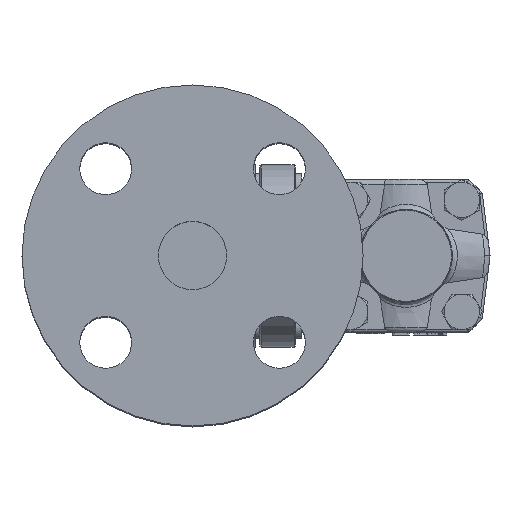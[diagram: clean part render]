
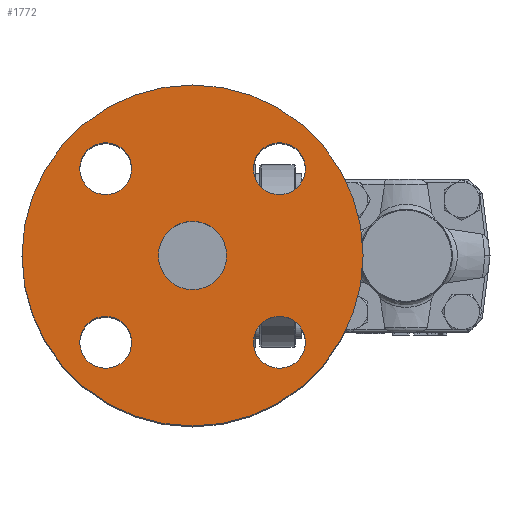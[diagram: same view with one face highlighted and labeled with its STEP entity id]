
A CAD part, top view. The second image highlights one B-rep face of the part: STEP entity #1772.
In plain terms, the highlighted planar face has unit normal (0, 0, 1).
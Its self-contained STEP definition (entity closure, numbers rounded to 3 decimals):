
#660=CARTESIAN_POINT('',(-65.7,0.,91.5));
#661=VERTEX_POINT('',#660);
#662=CARTESIAN_POINT('',(-78.2,0.0,91.5));
#663=DIRECTION('',(0.,0.0,-1.0));
#664=DIRECTION('',(-1.0,0.0,0.));
#665=AXIS2_PLACEMENT_3D('',#662,#663,#664);
#666=CIRCLE('',#665,12.5);
#667=EDGE_CURVE('',#661,#661,#666,.T.);
#939=CARTESIAN_POINT('',(-15.7,0.0,91.5));
#940=VERTEX_POINT('',#939);
#941=CARTESIAN_POINT('',(-78.2,0.0,91.5));
#942=DIRECTION('',(0.,0.0,1.0));
#943=DIRECTION('',(1.0,0.0,0.));
#944=AXIS2_PLACEMENT_3D('',#941,#942,#943);
#945=CIRCLE('',#944,62.5);
#946=EDGE_CURVE('',#940,#940,#945,.T.);
#983=CARTESIAN_POINT('',(-46.38,-41.32,91.5));
#984=VERTEX_POINT('',#983);
#985=CARTESIAN_POINT('',(-46.38,-31.82,91.5));
#986=DIRECTION('',(0.,0.0,-1.0));
#987=DIRECTION('',(0.0,-1.0,0.0));
#988=AXIS2_PLACEMENT_3D('',#985,#986,#987);
#989=CIRCLE('',#988,9.5);
#990=EDGE_CURVE('',#984,#984,#989,.T.);
#1024=CARTESIAN_POINT('',(-119.52,-31.82,91.5));
#1025=VERTEX_POINT('',#1024);
#1026=CARTESIAN_POINT('',(-110.02,-31.82,91.5));
#1027=DIRECTION('',(0.,0.,-1.0));
#1028=DIRECTION('',(-1.0,0.,0.));
#1029=AXIS2_PLACEMENT_3D('',#1026,#1027,#1028);
#1030=CIRCLE('',#1029,9.5);
#1031=EDGE_CURVE('',#1025,#1025,#1030,.T.);
#1065=CARTESIAN_POINT('',(-110.02,41.32,91.5));
#1066=VERTEX_POINT('',#1065);
#1067=CARTESIAN_POINT('',(-110.02,31.82,91.5));
#1068=DIRECTION('',(0.,0.0,-1.0));
#1069=DIRECTION('',(0.0,1.0,0.0));
#1070=AXIS2_PLACEMENT_3D('',#1067,#1068,#1069);
#1071=CIRCLE('',#1070,9.5);
#1072=EDGE_CURVE('',#1066,#1066,#1071,.T.);
#1106=CARTESIAN_POINT('',(-36.88,31.82,91.5));
#1107=VERTEX_POINT('',#1106);
#1108=CARTESIAN_POINT('',(-46.38,31.82,91.5));
#1109=DIRECTION('',(0.,0.0,-1.0));
#1110=DIRECTION('',(1.0,0.0,0.));
#1111=AXIS2_PLACEMENT_3D('',#1108,#1109,#1110);
#1112=CIRCLE('',#1111,9.5);
#1113=EDGE_CURVE('',#1107,#1107,#1112,.T.);
#1749=CARTESIAN_POINT('',(-46.95,0.0,91.5));
#1750=DIRECTION('',(0.,0.0,1.0));
#1751=DIRECTION('',(1.0,0.0,0.));
#1752=AXIS2_PLACEMENT_3D('',#1749,#1750,#1751);
#1753=PLANE('',#1752);
#1754=ORIENTED_EDGE('',*,*,#946,.T.);
#1755=EDGE_LOOP('',(#1754));
#1756=FACE_OUTER_BOUND('',#1755,.T.);
#1757=ORIENTED_EDGE('',*,*,#667,.T.);
#1758=EDGE_LOOP('',(#1757));
#1759=FACE_BOUND('',#1758,.T.);
#1760=ORIENTED_EDGE('',*,*,#990,.T.);
#1761=EDGE_LOOP('',(#1760));
#1762=FACE_BOUND('',#1761,.T.);
#1763=ORIENTED_EDGE('',*,*,#1031,.T.);
#1764=EDGE_LOOP('',(#1763));
#1765=FACE_BOUND('',#1764,.T.);
#1766=ORIENTED_EDGE('',*,*,#1072,.T.);
#1767=EDGE_LOOP('',(#1766));
#1768=FACE_BOUND('',#1767,.T.);
#1769=ORIENTED_EDGE('',*,*,#1113,.T.);
#1770=EDGE_LOOP('',(#1769));
#1771=FACE_BOUND('',#1770,.T.);
#1772=ADVANCED_FACE('',(#1756,#1759,#1762,#1765,#1768,#1771),#1753,.T.);
